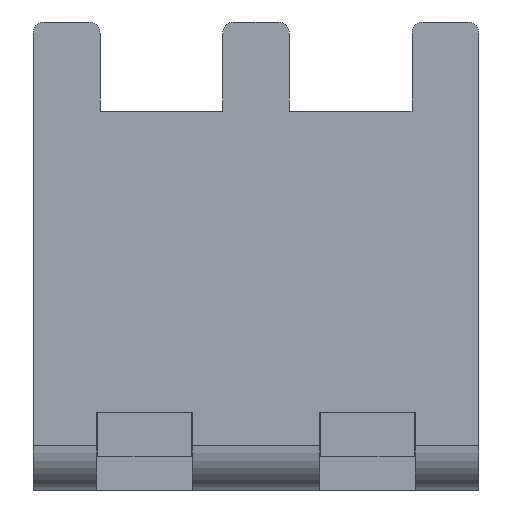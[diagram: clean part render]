
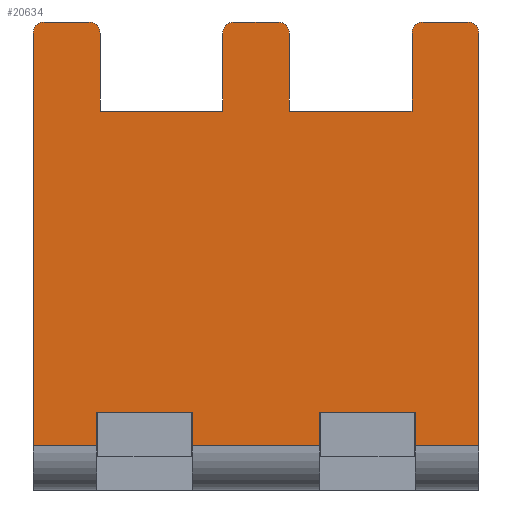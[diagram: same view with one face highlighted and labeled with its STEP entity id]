
A CAD part, left-side view. The second image highlights one B-rep face of the part: STEP entity #20634.
In plain terms, the highlighted planar face has unit normal (-1, 0, 0).
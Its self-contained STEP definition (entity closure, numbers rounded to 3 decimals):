
#54=DIRECTION('',(0.,0.,-1.));
#55=VECTOR('',#54,18.5);
#56=CARTESIAN_POINT('',(-7.25,-10.,10.));
#57=LINE('',#56,#55);
#234=DIRECTION('',(0.,0.,-1.));
#235=VECTOR('',#234,18.5);
#236=CARTESIAN_POINT('',(-7.25,10.,10.));
#237=LINE('',#236,#235);
#9754=DIRECTION('',(0.,-1.,0.));
#9755=VECTOR('',#9754,2.85);
#9756=CARTESIAN_POINT('',(-7.25,10.,-8.5));
#9757=LINE('',#9756,#9755);
#9761=CARTESIAN_POINT('',(-7.25,9.5,10.));
#9762=DIRECTION('',(1.,0.,0.));
#9763=DIRECTION('',(0.,1.,0.));
#9764=AXIS2_PLACEMENT_3D('',#9761,#9762,#9763);
#9769=DIRECTION('',(0.,1.,0.));
#9770=VECTOR('',#9769,2.);
#9771=CARTESIAN_POINT('',(-7.25,7.5,10.5));
#9772=LINE('',#9771,#9770);
#9776=CARTESIAN_POINT('',(-7.25,7.5,10.));
#9777=DIRECTION('',(1.,0.,0.));
#9778=DIRECTION('',(0.,0.,1.));
#9779=AXIS2_PLACEMENT_3D('',#9776,#9777,#9778);
#9784=DIRECTION('',(0.,0.,-1.));
#9785=VECTOR('',#9784,3.5);
#9786=CARTESIAN_POINT('',(-7.25,7.,10.));
#9787=LINE('',#9786,#9785);
#9791=DIRECTION('',(0.,1.,0.));
#9792=VECTOR('',#9791,5.5);
#9793=CARTESIAN_POINT('',(-7.25,1.5,6.5));
#9794=LINE('',#9793,#9792);
#9798=DIRECTION('',(0.,0.,-1.));
#9799=VECTOR('',#9798,3.5);
#9800=CARTESIAN_POINT('',(-7.25,1.5,10.));
#9801=LINE('',#9800,#9799);
#9805=CARTESIAN_POINT('',(-7.25,1.,10.));
#9806=DIRECTION('',(1.,0.,0.));
#9807=DIRECTION('',(0.,1.,0.));
#9808=AXIS2_PLACEMENT_3D('',#9805,#9806,#9807);
#9813=DIRECTION('',(0.,1.,0.));
#9814=VECTOR('',#9813,2.);
#9815=CARTESIAN_POINT('',(-7.25,-1.,10.5));
#9816=LINE('',#9815,#9814);
#9820=CARTESIAN_POINT('',(-7.25,-1.,10.));
#9821=DIRECTION('',(1.,0.,0.));
#9822=DIRECTION('',(0.,0.,1.));
#9823=AXIS2_PLACEMENT_3D('',#9820,#9821,#9822);
#9828=DIRECTION('',(0.,0.,-1.));
#9829=VECTOR('',#9828,3.5);
#9830=CARTESIAN_POINT('',(-7.25,-1.5,10.));
#9831=LINE('',#9830,#9829);
#9835=DIRECTION('',(0.,1.,0.));
#9836=VECTOR('',#9835,5.5);
#9837=CARTESIAN_POINT('',(-7.25,-7.,6.5));
#9838=LINE('',#9837,#9836);
#9842=DIRECTION('',(0.,0.,-1.));
#9843=VECTOR('',#9842,3.5);
#9844=CARTESIAN_POINT('',(-7.25,-7.,10.));
#9845=LINE('',#9844,#9843);
#9849=CARTESIAN_POINT('',(-7.25,-7.5,10.));
#9850=DIRECTION('',(1.,0.,0.));
#9851=DIRECTION('',(0.,1.,0.));
#9852=AXIS2_PLACEMENT_3D('',#9849,#9850,#9851);
#9857=DIRECTION('',(0.,1.,0.));
#9858=VECTOR('',#9857,2.);
#9859=CARTESIAN_POINT('',(-7.25,-9.5,10.5));
#9860=LINE('',#9859,#9858);
#9864=CARTESIAN_POINT('',(-7.25,-9.5,10.));
#9865=DIRECTION('',(1.,0.,0.));
#9866=DIRECTION('',(0.,0.,1.));
#9867=AXIS2_PLACEMENT_3D('',#9864,#9865,#9866);
#9872=DIRECTION('',(0.,-1.,0.));
#9873=VECTOR('',#9872,2.85);
#9874=CARTESIAN_POINT('',(-7.25,-7.15,-8.5));
#9875=LINE('',#9874,#9873);
#9879=DIRECTION('',(0.,0.,1.));
#9880=VECTOR('',#9879,1.5);
#9881=CARTESIAN_POINT('',(-7.25,-7.15,-8.5));
#9882=LINE('',#9881,#9880);
#9886=DIRECTION('',(0.,-1.,0.));
#9887=VECTOR('',#9886,4.3);
#9888=CARTESIAN_POINT('',(-7.25,-2.85,-7.));
#9889=LINE('',#9888,#9887);
#9893=DIRECTION('',(0.,0.,1.));
#9894=VECTOR('',#9893,1.5);
#9895=CARTESIAN_POINT('',(-7.25,-2.85,-8.5));
#9896=LINE('',#9895,#9894);
#9900=DIRECTION('',(0.,-1.,0.));
#9901=VECTOR('',#9900,5.7);
#9902=CARTESIAN_POINT('',(-7.25,2.85,-8.5));
#9903=LINE('',#9902,#9901);
#9907=DIRECTION('',(0.,0.,1.));
#9908=VECTOR('',#9907,1.5);
#9909=CARTESIAN_POINT('',(-7.25,2.85,-8.5));
#9910=LINE('',#9909,#9908);
#9914=DIRECTION('',(0.,-1.,0.));
#9915=VECTOR('',#9914,4.3);
#9916=CARTESIAN_POINT('',(-7.25,7.15,-7.));
#9917=LINE('',#9916,#9915);
#9921=DIRECTION('',(0.,0.,1.));
#9922=VECTOR('',#9921,1.5);
#9923=CARTESIAN_POINT('',(-7.25,7.15,-8.5));
#9924=LINE('',#9923,#9922);
#10364=CARTESIAN_POINT('',(-7.25,1.5,6.5));
#10365=CARTESIAN_POINT('',(-7.25,7.,6.5));
#10366=VERTEX_POINT('',#10364);
#10367=VERTEX_POINT('',#10365);
#10368=CARTESIAN_POINT('',(-7.25,-7.,6.5));
#10369=CARTESIAN_POINT('',(-7.25,-1.5,6.5));
#10370=VERTEX_POINT('',#10368);
#10371=VERTEX_POINT('',#10369);
#10380=CARTESIAN_POINT('',(-7.25,7.15,-7.));
#10381=CARTESIAN_POINT('',(-7.25,2.85,-7.));
#10382=VERTEX_POINT('',#10380);
#10383=VERTEX_POINT('',#10381);
#10384=CARTESIAN_POINT('',(-7.25,-2.85,-7.));
#10385=CARTESIAN_POINT('',(-7.25,-7.15,-7.));
#10386=VERTEX_POINT('',#10384);
#10387=VERTEX_POINT('',#10385);
#10413=CARTESIAN_POINT('',(-7.25,7.15,-8.5));
#10415=VERTEX_POINT('',#10413);
#10416=CARTESIAN_POINT('',(-7.25,10.,-8.5));
#10417=VERTEX_POINT('',#10416);
#10421=CARTESIAN_POINT('',(-7.25,-2.85,-8.5));
#10423=VERTEX_POINT('',#10421);
#10424=CARTESIAN_POINT('',(-7.25,2.85,-8.5));
#10425=VERTEX_POINT('',#10424);
#10429=CARTESIAN_POINT('',(-7.25,-10.,-8.5));
#10431=VERTEX_POINT('',#10429);
#10432=CARTESIAN_POINT('',(-7.25,-7.15,-8.5));
#10433=VERTEX_POINT('',#10432);
#10436=CARTESIAN_POINT('',(-7.25,-10.,10.));
#10437=VERTEX_POINT('',#10436);
#10438=CARTESIAN_POINT('',(-7.25,10.,10.));
#10439=VERTEX_POINT('',#10438);
#10444=CARTESIAN_POINT('',(-7.25,-9.5,10.5));
#10445=VERTEX_POINT('',#10444);
#10450=CARTESIAN_POINT('',(-7.25,-7.,10.));
#10451=VERTEX_POINT('',#10450);
#10452=CARTESIAN_POINT('',(-7.25,-7.5,10.5));
#10453=VERTEX_POINT('',#10452);
#10454=CARTESIAN_POINT('',(-7.25,-1.,10.5));
#10455=CARTESIAN_POINT('',(-7.25,-1.5,10.));
#10456=VERTEX_POINT('',#10454);
#10457=VERTEX_POINT('',#10455);
#10466=CARTESIAN_POINT('',(-7.25,1.5,10.));
#10467=VERTEX_POINT('',#10466);
#10468=CARTESIAN_POINT('',(-7.25,1.,10.5));
#10469=VERTEX_POINT('',#10468);
#10470=CARTESIAN_POINT('',(-7.25,7.5,10.5));
#10471=CARTESIAN_POINT('',(-7.25,7.,10.));
#10472=VERTEX_POINT('',#10470);
#10473=VERTEX_POINT('',#10471);
#10478=CARTESIAN_POINT('',(-7.25,9.5,10.5));
#10479=VERTEX_POINT('',#10478);
#20579=CARTESIAN_POINT('',(-7.25,-10.,10.5));
#20580=DIRECTION('',(1.,0.,0.));
#20581=DIRECTION('',(0.,0.,-1.));
#20582=AXIS2_PLACEMENT_3D('',#20579,#20580,#20581);
#20583=PLANE('',#20582);
#20584=ORIENTED_EDGE('',*,*,#20555,.F.);
#20585=ORIENTED_EDGE('',*,*,#12403,.F.);
#20587=ORIENTED_EDGE('',*,*,#20586,.T.);
#20589=ORIENTED_EDGE('',*,*,#20588,.F.);
#20591=ORIENTED_EDGE('',*,*,#20590,.T.);
#20593=ORIENTED_EDGE('',*,*,#20592,.T.);
#20595=ORIENTED_EDGE('',*,*,#20594,.F.);
#20597=ORIENTED_EDGE('',*,*,#20596,.F.);
#20599=ORIENTED_EDGE('',*,*,#20598,.T.);
#20601=ORIENTED_EDGE('',*,*,#20600,.F.);
#20603=ORIENTED_EDGE('',*,*,#20602,.T.);
#20605=ORIENTED_EDGE('',*,*,#20604,.T.);
#20607=ORIENTED_EDGE('',*,*,#20606,.F.);
#20609=ORIENTED_EDGE('',*,*,#20608,.F.);
#20611=ORIENTED_EDGE('',*,*,#20610,.T.);
#20613=ORIENTED_EDGE('',*,*,#20612,.F.);
#20615=ORIENTED_EDGE('',*,*,#20614,.T.);
#20616=ORIENTED_EDGE('',*,*,#12325,.T.);
#20618=ORIENTED_EDGE('',*,*,#20617,.F.);
#20620=ORIENTED_EDGE('',*,*,#20619,.T.);
#20622=ORIENTED_EDGE('',*,*,#20621,.F.);
#20624=ORIENTED_EDGE('',*,*,#20623,.F.);
#20626=ORIENTED_EDGE('',*,*,#20625,.F.);
#20628=ORIENTED_EDGE('',*,*,#20627,.T.);
#20630=ORIENTED_EDGE('',*,*,#20629,.F.);
#20631=ORIENTED_EDGE('',*,*,#20566,.F.);
#20632=EDGE_LOOP('',(#20584,#20585,#20587,#20589,#20591,#20593,#20595,#20597,
#20599,#20601,#20603,#20605,#20607,#20609,#20611,#20613,#20615,#20616,#20618,
#20620,#20622,#20624,#20626,#20628,#20630,#20631));
#20633=FACE_OUTER_BOUND('',#20632,.F.);
#9765=CIRCLE('',#9764,0.5);
#9780=CIRCLE('',#9779,0.5);
#9809=CIRCLE('',#9808,0.5);
#9824=CIRCLE('',#9823,0.5);
#9853=CIRCLE('',#9852,0.5);
#9868=CIRCLE('',#9867,0.5);
#12325=EDGE_CURVE('',#10437,#10431,#57,.T.);
#12403=EDGE_CURVE('',#10439,#10417,#237,.T.);
#20555=EDGE_CURVE('',#10417,#10415,#9757,.T.);
#20566=EDGE_CURVE('',#10415,#10382,#9924,.T.);
#20586=EDGE_CURVE('',#10439,#10479,#9765,.T.);
#20588=EDGE_CURVE('',#10472,#10479,#9772,.T.);
#20590=EDGE_CURVE('',#10472,#10473,#9780,.T.);
#20592=EDGE_CURVE('',#10473,#10367,#9787,.T.);
#20594=EDGE_CURVE('',#10366,#10367,#9794,.T.);
#20596=EDGE_CURVE('',#10467,#10366,#9801,.T.);
#20598=EDGE_CURVE('',#10467,#10469,#9809,.T.);
#20600=EDGE_CURVE('',#10456,#10469,#9816,.T.);
#20602=EDGE_CURVE('',#10456,#10457,#9824,.T.);
#20604=EDGE_CURVE('',#10457,#10371,#9831,.T.);
#20606=EDGE_CURVE('',#10370,#10371,#9838,.T.);
#20608=EDGE_CURVE('',#10451,#10370,#9845,.T.);
#20610=EDGE_CURVE('',#10451,#10453,#9853,.T.);
#20612=EDGE_CURVE('',#10445,#10453,#9860,.T.);
#20614=EDGE_CURVE('',#10445,#10437,#9868,.T.);
#20617=EDGE_CURVE('',#10433,#10431,#9875,.T.);
#20619=EDGE_CURVE('',#10433,#10387,#9882,.T.);
#20621=EDGE_CURVE('',#10386,#10387,#9889,.T.);
#20623=EDGE_CURVE('',#10423,#10386,#9896,.T.);
#20625=EDGE_CURVE('',#10425,#10423,#9903,.T.);
#20627=EDGE_CURVE('',#10425,#10383,#9910,.T.);
#20629=EDGE_CURVE('',#10382,#10383,#9917,.T.);
#20634=ADVANCED_FACE('',(#20633),#20583,.F.);
